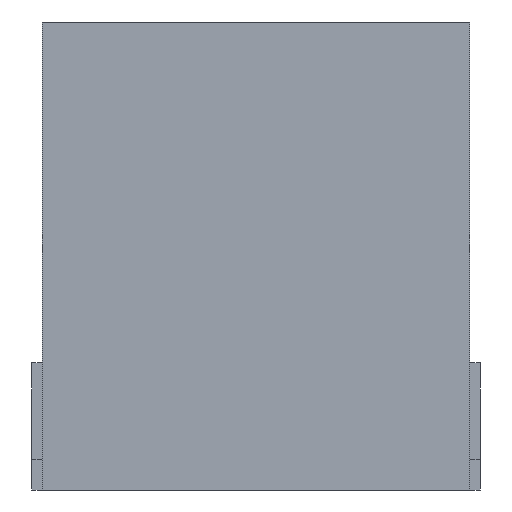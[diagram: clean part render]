
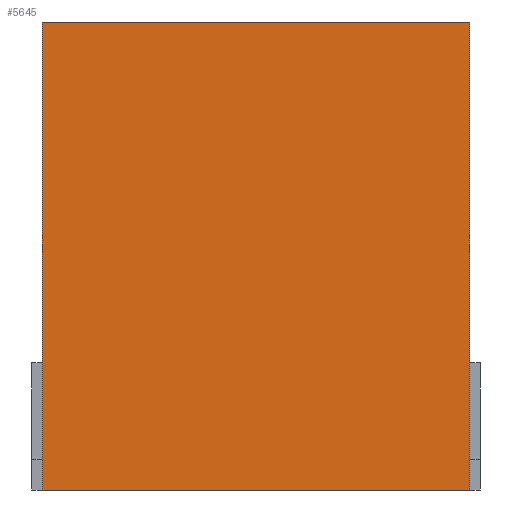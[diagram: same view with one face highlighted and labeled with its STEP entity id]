
A CAD part, front view. The second image highlights one B-rep face of the part: STEP entity #5645.
In plain terms, the highlighted planar face has unit normal (0, -1, 0).
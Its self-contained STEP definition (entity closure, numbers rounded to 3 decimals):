
#133=CARTESIAN_POINT('',(2.3,-4.,0.));
#134=VERTEX_POINT('',#133);
#141=CARTESIAN_POINT('',(2.3,-4.,-9.2));
#142=VERTEX_POINT('',#141);
#143=CARTESIAN_POINT('',(2.3,-4.,0.));
#144=DIRECTION('',(0.,0.,-1.));
#145=VECTOR('',#144,9.2);
#146=LINE('',#143,#145);
#147=EDGE_CURVE('',#134,#142,#146,.T.);
#5387=CARTESIAN_POINT('',(-6.11,-4.,-9.2));
#5388=VERTEX_POINT('',#5387);
#5389=CARTESIAN_POINT('',(-6.11,-4.,-9.2));
#5390=DIRECTION('',(1.,0.,0.));
#5391=VECTOR('',#5390,8.41);
#5392=LINE('',#5389,#5391);
#5393=EDGE_CURVE('',#5388,#142,#5392,.T.);
#5595=CARTESIAN_POINT('',(-6.11,-4.,0.));
#5596=VERTEX_POINT('',#5595);
#5603=CARTESIAN_POINT('',(-6.11,-4.,0.));
#5604=DIRECTION('',(1.,0.,0.));
#5605=VECTOR('',#5604,8.41);
#5606=LINE('',#5603,#5605);
#5607=EDGE_CURVE('',#5596,#134,#5606,.T.);
#5629=CARTESIAN_POINT('',(-1.905,-4.,-4.6));
#5630=DIRECTION('',(0.,0.,-1.));
#5631=DIRECTION('',(0.,-1.,0.));
#5632=AXIS2_PLACEMENT_3D('',#5629,#5631,#5630);
#5633=PLANE('',#5632);
#5634=ORIENTED_EDGE('',*,*,#147,.F.);
#5635=ORIENTED_EDGE('',*,*,#5607,.F.);
#5636=CARTESIAN_POINT('',(-6.11,-4.,-9.2));
#5637=DIRECTION('',(0.,0.,1.));
#5638=VECTOR('',#5637,9.2);
#5639=LINE('',#5636,#5638);
#5640=EDGE_CURVE('',#5388,#5596,#5639,.T.);
#5641=ORIENTED_EDGE('',*,*,#5640,.F.);
#5642=ORIENTED_EDGE('',*,*,#5393,.T.);
#5643=EDGE_LOOP('',(#5634,#5635,#5641,#5642));
#5644=FACE_OUTER_BOUND('',#5643,.T.);
#5645=ADVANCED_FACE('',(#5644),#5633,.T.);
